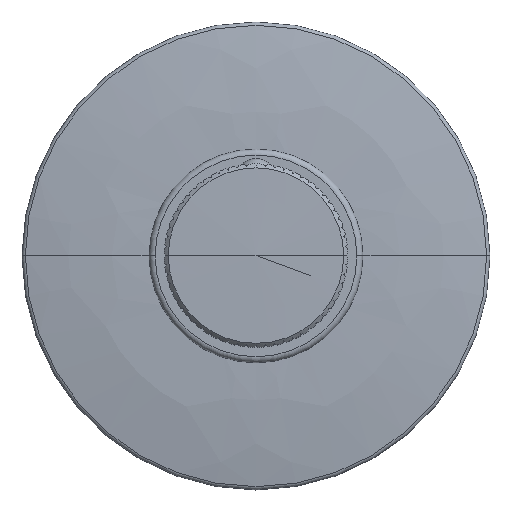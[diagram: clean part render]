
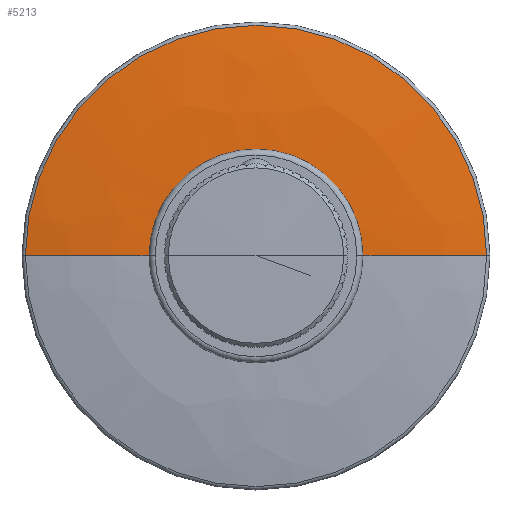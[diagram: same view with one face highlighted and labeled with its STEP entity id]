
A CAD part, top view. The second image highlights one B-rep face of the part: STEP entity #5213.
In plain terms, the highlighted free-form (B-spline) face has degree [3, 3] with [7, 4] control points.
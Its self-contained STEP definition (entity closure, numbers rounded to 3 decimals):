
#149=CARTESIAN_POINT('',(0.,0.,49.));
#150=DIRECTION('',(0.,0.,-1.));
#151=DIRECTION('',(-1.,0.,0.));
#152=AXIS2_PLACEMENT_3D('',#149,#150,#151);
#154=CARTESIAN_POINT('',(0.,0.,46.149));
#155=DIRECTION('',(0.,0.,1.));
#156=DIRECTION('',(1.,0.,0.));
#157=AXIS2_PLACEMENT_3D('',#154,#155,#156);
#174=CARTESIAN_POINT('',(-25.,0.,-134.));
#175=DIRECTION('',(0.,1.,0.));
#176=DIRECTION('',(-0.176,0.,0.984));
#177=AXIS2_PLACEMENT_3D('',#174,#175,#176);
#179=CARTESIAN_POINT('',(25.,0.,-134.));
#180=DIRECTION('',(0.,-1.,0.));
#181=DIRECTION('',(0.176,0.,0.984));
#182=AXIS2_PLACEMENT_3D('',#179,#180,#181);
#3996=CARTESIAN_POINT('',(-25.,0.,49.));
#3998=VERTEX_POINT('',#3996);
#4000=CARTESIAN_POINT('',(25.,0.,49.));
#4002=VERTEX_POINT('',#4000);
#4008=CARTESIAN_POINT('',(-57.176,0.,46.149));
#4009=CARTESIAN_POINT('',(57.176,0.,
46.149));
#4010=VERTEX_POINT('',#4008);
#4011=VERTEX_POINT('',#4009);
#5175=CARTESIAN_POINT('',(-24.305,-1.529,
48.999));
#5176=CARTESIAN_POINT('',(-35.511,-2.234,
49.039));
#5177=CARTESIAN_POINT('',(-46.674,-2.936,
48.048));
#5178=CARTESIAN_POINT('',(-57.698,-3.63,
46.034));
#5179=CARTESIAN_POINT('',(-25.246,13.428,48.999));
#5180=CARTESIAN_POINT('',(-36.886,19.619,49.039));
#5181=CARTESIAN_POINT('',(-48.481,25.786,48.048));
#5182=CARTESIAN_POINT('',(-59.932,31.877,46.034));
#5183=CARTESIAN_POINT('',(-14.987,24.353,48.999));
#5184=CARTESIAN_POINT('',(-21.897,35.581,49.039));
#5185=CARTESIAN_POINT('',(-28.78,46.766,48.048));
#5186=CARTESIAN_POINT('',(-35.578,57.812,46.034));
#5187=CARTESIAN_POINT('',(0.,24.353,48.999));
#5188=CARTESIAN_POINT('',(0.,35.581,49.039));
#5189=CARTESIAN_POINT('',(0.,46.766,48.048));
#5190=CARTESIAN_POINT('',(0.,57.812,46.034));
#5191=CARTESIAN_POINT('',(14.987,24.353,48.999));
#5192=CARTESIAN_POINT('',(21.897,35.581,49.039));
#5193=CARTESIAN_POINT('',(28.78,46.766,48.048));
#5194=CARTESIAN_POINT('',(35.578,57.812,46.034));
#5195=CARTESIAN_POINT('',(25.246,13.428,48.999));
#5196=CARTESIAN_POINT('',(36.886,19.619,49.039));
#5197=CARTESIAN_POINT('',(48.481,25.786,48.048));
#5198=CARTESIAN_POINT('',(59.932,31.877,46.034));
#5199=CARTESIAN_POINT('',(24.305,-1.529,48.999));
#5200=CARTESIAN_POINT('',(35.511,-2.234,49.039));
#5201=CARTESIAN_POINT('',(46.674,-2.936,48.048));
#5202=CARTESIAN_POINT('',(57.698,-3.63,46.034));
#5203=(BOUNDED_SURFACE()B_SPLINE_SURFACE(3,3,((#5175,#5176,#5177,#5178),(#5179,
#5180,#5181,#5182),(#5183,#5184,#5185,#5186),(#5187,#5188,#5189,#5190),(#5191,
#5192,#5193,#5194),(#5195,#5196,#5197,#5198),(#5199,#5200,#5201,#5202)),
.UNSPECIFIED.,.F.,.F.,.F.)B_SPLINE_SURFACE_WITH_KNOTS((4,3,4),(4,4),(0.,1.,
2.),(0.,1.),.UNSPECIFIED.)GEOMETRIC_REPRESENTATION_ITEM()RATIONAL_B_SPLINE_SURFACE(((1.19,1.186,1.186,1.19),(
0.94,0.937,0.937,0.94),(
0.94,0.937,0.937,0.94),(
1.19,1.186,1.186,1.19),(
0.94,0.937,0.937,0.94),(
0.94,0.937,0.937,0.94),(
1.19,1.186,1.186,1.19)))REPRESENTATION_ITEM('')SURFACE());
#5205=ORIENTED_EDGE('',*,*,#5204,.F.);
#5207=ORIENTED_EDGE('',*,*,#5206,.T.);
#5208=ORIENTED_EDGE('',*,*,#5161,.F.);
#5210=ORIENTED_EDGE('',*,*,#5209,.F.);
#5211=EDGE_LOOP('',(#5205,#5207,#5208,#5210));
#5212=FACE_OUTER_BOUND('',#5211,.F.);
#5213=ADVANCED_FACE('',(#5212),#5203,.T.);
#153=CIRCLE('',#152,25.);
#158=CIRCLE('',#157,57.176);
#178=CIRCLE('',#177,183.);
#183=CIRCLE('',#182,183.);
#5161=EDGE_CURVE('',#3998,#4002,#153,.T.);
#5204=EDGE_CURVE('',#4011,#4010,#158,.T.);
#5206=EDGE_CURVE('',#4011,#4002,#183,.T.);
#5209=EDGE_CURVE('',#4010,#3998,#178,.T.);
